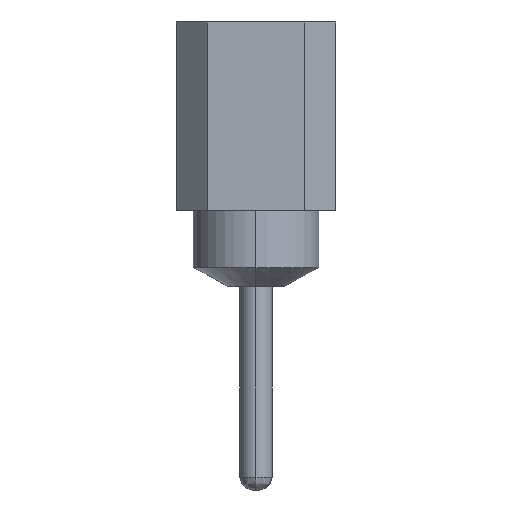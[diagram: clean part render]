
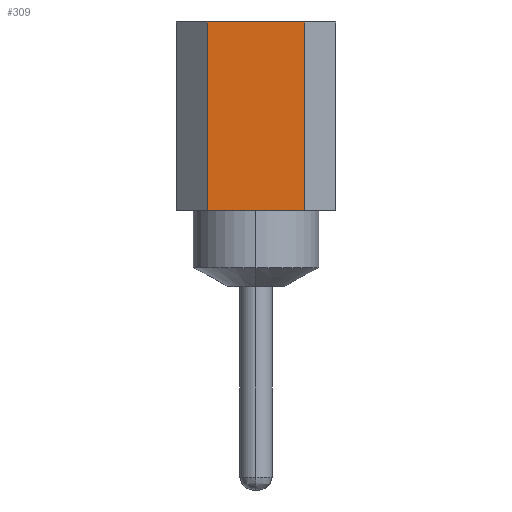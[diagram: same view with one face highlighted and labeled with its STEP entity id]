
A CAD part, left-side view. The second image highlights one B-rep face of the part: STEP entity #309.
In plain terms, the highlighted planar face has unit normal (-1, 0, 0).
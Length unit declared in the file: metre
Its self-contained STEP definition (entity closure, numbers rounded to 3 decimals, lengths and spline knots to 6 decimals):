
#41 = ORIENTED_EDGE ( 'NONE', *, *, #202, .T. ) ;
#57 = AXIS2_PLACEMENT_3D ( 'NONE', #312, #586, #761 ) ;
#92 = VERTEX_POINT ( 'NONE', #1134 ) ;
#95 = EDGE_CURVE ( 'NONE', #227, #839, #1037, .T. ) ;
#129 = FACE_OUTER_BOUND ( 'NONE', #537, .T. ) ;
#189 = CARTESIAN_POINT ( 'NONE',  ( -0.00127, 0.00077, -0.003 ) ) ;
#202 = EDGE_CURVE ( 'NONE', #92, #227, #360, .T. ) ;
#227 = VERTEX_POINT ( 'NONE', #869 ) ;
#249 = CARTESIAN_POINT ( 'NONE',  ( -0.00127, -0.00077, 0. ) ) ;
#309 = ADVANCED_FACE ( 'NONE', ( #129 ), #676, .T. ) ;
#312 = CARTESIAN_POINT ( 'NONE',  ( -0.00127, 0.00127, -0.003 ) ) ;
#339 = EDGE_CURVE ( 'NONE', #839, #732, #1059, .T. ) ;
#360 = LINE ( 'NONE', #189, #849 ) ;
#384 = VECTOR ( 'NONE', #768, 1. ) ;
#397 = DIRECTION ( 'NONE',  ( 0., 0., -1. ) ) ;
#466 = CARTESIAN_POINT ( 'NONE',  ( -0.00127, -0.00077, -0.003 ) ) ;
#528 = CARTESIAN_POINT ( 'NONE',  ( -0.00127, 0.00127, 0. ) ) ;
#537 = EDGE_LOOP ( 'NONE', ( #1131, #1089, #930, #41 ) ) ;
#586 = DIRECTION ( 'NONE',  ( -1., 0., 0. ) ) ;
#676 = PLANE ( 'NONE',  #57 ) ;
#732 = VERTEX_POINT ( 'NONE', #249 ) ;
#734 = VECTOR ( 'NONE', #842, 1. ) ;
#761 = DIRECTION ( 'NONE',  ( 0., 0., 1. ) ) ;
#768 = DIRECTION ( 'NONE',  ( 0., 0., 1. ) ) ;
#771 = EDGE_CURVE ( 'NONE', #92, #732, #999, .T. ) ;
#774 = CARTESIAN_POINT ( 'NONE',  ( -0.00127, -0.00077, -0.003 ) ) ;
#839 = VERTEX_POINT ( 'NONE', #466 ) ;
#842 = DIRECTION ( 'NONE',  ( 0., -1., 0. ) ) ;
#849 = VECTOR ( 'NONE', #397, 1. ) ;
#869 = CARTESIAN_POINT ( 'NONE',  ( -0.00127, 0.00077, -0.003 ) ) ;
#927 = CARTESIAN_POINT ( 'NONE',  ( -0.00127, 0.00127, -0.003 ) ) ;
#930 = ORIENTED_EDGE ( 'NONE', *, *, #771, .F. ) ;
#985 = DIRECTION ( 'NONE',  ( 0., -1., 0. ) ) ;
#999 = LINE ( 'NONE', #528, #1195 ) ;
#1037 = LINE ( 'NONE', #927, #734 ) ;
#1059 = LINE ( 'NONE', #774, #384 ) ;
#1089 = ORIENTED_EDGE ( 'NONE', *, *, #339, .T. ) ;
#1131 = ORIENTED_EDGE ( 'NONE', *, *, #95, .T. ) ;
#1134 = CARTESIAN_POINT ( 'NONE',  ( -0.00127, 0.00077, 0. ) ) ;
#1195 = VECTOR ( 'NONE', #985, 1. ) ;
